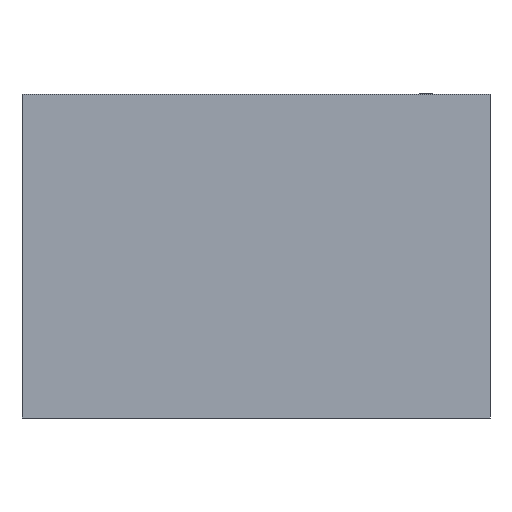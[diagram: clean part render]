
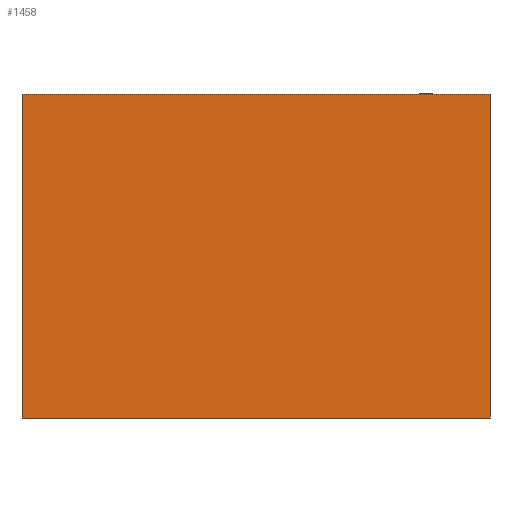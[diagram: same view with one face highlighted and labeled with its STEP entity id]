
A CAD part, front view. The second image highlights one B-rep face of the part: STEP entity #1458.
In plain terms, the highlighted planar face has unit normal (0, -1, 0).
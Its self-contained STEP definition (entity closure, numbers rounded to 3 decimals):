
#96 = VECTOR ( 'NONE', #441, 1000. ) ;
#218 = CARTESIAN_POINT ( 'NONE',  ( -6.5, -6.75, 0. ) ) ;
#226 = VERTEX_POINT ( 'NONE', #581 ) ;
#293 = LINE ( 'NONE', #1026, #771 ) ;
#428 = LINE ( 'NONE', #1766, #96 ) ;
#430 = VERTEX_POINT ( 'NONE', #682 ) ;
#437 = ORIENTED_EDGE ( 'NONE', *, *, #1964, .F. ) ;
#441 = DIRECTION ( 'NONE',  ( 0., 0., -1. ) ) ;
#493 = DIRECTION ( 'NONE',  ( 1., 0., 0. ) ) ;
#559 = CARTESIAN_POINT ( 'NONE',  ( 6.5, -6.75, 0. ) ) ;
#581 = CARTESIAN_POINT ( 'NONE',  ( -6.5, -6.75, 9. ) ) ;
#663 = CARTESIAN_POINT ( 'NONE',  ( -6.5, -6.75, 9. ) ) ;
#682 = CARTESIAN_POINT ( 'NONE',  ( 6.5, -6.75, 9. ) ) ;
#771 = VECTOR ( 'NONE', #1923, 1000. ) ;
#818 = DIRECTION ( 'NONE',  ( -1., 0., 0. ) ) ;
#844 = EDGE_CURVE ( 'NONE', #430, #1034, #293, .T. ) ;
#880 = LINE ( 'NONE', #1042, #2163 ) ;
#933 = DIRECTION ( 'NONE',  ( 1., 0., 0. ) ) ;
#936 = AXIS2_PLACEMENT_3D ( 'NONE', #663, #1401, #818 ) ;
#1026 = CARTESIAN_POINT ( 'NONE',  ( 6.5, -6.75, 9. ) ) ;
#1034 = VERTEX_POINT ( 'NONE', #559 ) ;
#1042 = CARTESIAN_POINT ( 'NONE',  ( -6.5, -6.75, 9. ) ) ;
#1401 = DIRECTION ( 'NONE',  ( 0., 1., 0. ) ) ;
#1445 = ORIENTED_EDGE ( 'NONE', *, *, #1671, .T. ) ;
#1458 = ADVANCED_FACE ( 'NONE', ( #1546 ), #1961, .F. ) ;
#1463 = LINE ( 'NONE', #218, #1567 ) ;
#1473 = CARTESIAN_POINT ( 'NONE',  ( -6.5, -6.75, 0. ) ) ;
#1546 = FACE_OUTER_BOUND ( 'NONE', #1912, .T. ) ;
#1567 = VECTOR ( 'NONE', #933, 1000. ) ;
#1671 = EDGE_CURVE ( 'NONE', #2043, #1034, #1463, .T. ) ;
#1766 = CARTESIAN_POINT ( 'NONE',  ( -6.5, -6.75, 9. ) ) ;
#1824 = EDGE_CURVE ( 'NONE', #226, #2043, #428, .T. ) ;
#1912 = EDGE_LOOP ( 'NONE', ( #1445, #2233, #437, #2165 ) ) ;
#1923 = DIRECTION ( 'NONE',  ( 0., 0., -1. ) ) ;
#1961 = PLANE ( 'NONE',  #936 ) ;
#1964 = EDGE_CURVE ( 'NONE', #226, #430, #880, .T. ) ;
#2043 = VERTEX_POINT ( 'NONE', #1473 ) ;
#2163 = VECTOR ( 'NONE', #493, 1000. ) ;
#2165 = ORIENTED_EDGE ( 'NONE', *, *, #1824, .T. ) ;
#2233 = ORIENTED_EDGE ( 'NONE', *, *, #844, .F. ) ;
